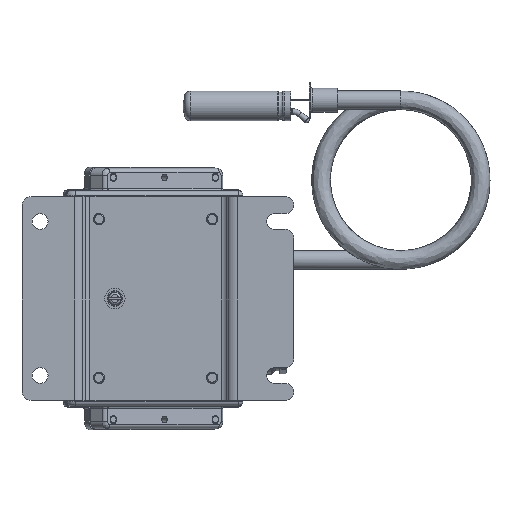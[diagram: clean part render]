
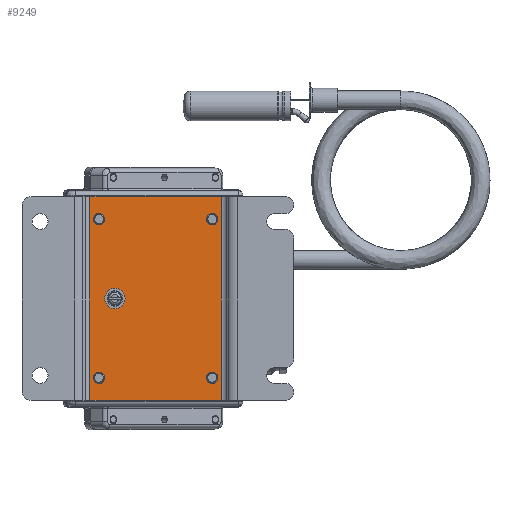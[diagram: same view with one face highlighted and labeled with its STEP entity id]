
A CAD part, left-side view. The second image highlights one B-rep face of the part: STEP entity #9249.
In plain terms, the highlighted planar face has unit normal (-1, 0, 0).
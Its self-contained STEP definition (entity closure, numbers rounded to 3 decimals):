
#7669=CARTESIAN_POINT('',(-11.1,-34.109,10.998));
#7670=VERTEX_POINT('',#7669);
#7671=CARTESIAN_POINT('',(-11.1,-36.608,11.063));
#7672=DIRECTION('',(1.0,0.,0.));
#7673=DIRECTION('',(0.,-1.,0.026));
#7674=AXIS2_PLACEMENT_3D('',#7671,#7672,#7673);
#7675=CIRCLE('',#7674,2.5);
#7676=EDGE_CURVE('',#7670,#7670,#7675,.T.);
#7786=CARTESIAN_POINT('',(-11.1,15.891,10.998));
#7787=VERTEX_POINT('',#7786);
#7788=CARTESIAN_POINT('',(-11.1,13.392,11.063));
#7789=DIRECTION('',(1.0,0.,0.));
#7790=DIRECTION('',(0.,-1.,0.026));
#7791=AXIS2_PLACEMENT_3D('',#7788,#7789,#7790);
#7792=CIRCLE('',#7791,2.5);
#7793=EDGE_CURVE('',#7787,#7787,#7792,.T.);
#7903=CARTESIAN_POINT('',(-11.1,-34.109,-59.002));
#7904=VERTEX_POINT('',#7903);
#7905=CARTESIAN_POINT('',(-11.1,-36.608,-58.937));
#7906=DIRECTION('',(1.0,0.,0.));
#7907=DIRECTION('',(0.,-1.,0.026));
#7908=AXIS2_PLACEMENT_3D('',#7905,#7906,#7907);
#7909=CIRCLE('',#7908,2.5);
#7910=EDGE_CURVE('',#7904,#7904,#7909,.T.);
#8020=CARTESIAN_POINT('',(-11.1,15.891,-59.002));
#8021=VERTEX_POINT('',#8020);
#8022=CARTESIAN_POINT('',(-11.1,13.392,-58.937));
#8023=DIRECTION('',(1.0,0.,0.));
#8024=DIRECTION('',(0.,-1.,0.026));
#8025=AXIS2_PLACEMENT_3D('',#8022,#8023,#8024);
#8026=CIRCLE('',#8025,2.5);
#8027=EDGE_CURVE('',#8021,#8021,#8026,.T.);
#8262=CARTESIAN_POINT('',(-11.1,1.892,-23.937));
#8263=VERTEX_POINT('',#8262);
#8264=CARTESIAN_POINT('',(-11.1,6.392,-23.937));
#8265=DIRECTION('',(1.0,0.0,0.0));
#8266=DIRECTION('',(0.0,1.0,0.0));
#8267=AXIS2_PLACEMENT_3D('',#8264,#8265,#8266);
#8268=CIRCLE('',#8267,4.5);
#8269=EDGE_CURVE('',#8263,#8263,#8268,.T.);
#9176=CARTESIAN_POINT('',(-11.1,-40.587,21.063));
#9177=VERTEX_POINT('',#9176);
#9185=CARTESIAN_POINT('',(-11.1,-40.587,-68.937));
#9186=VERTEX_POINT('',#9185);
#9187=CARTESIAN_POINT('',(-11.1,-40.587,-68.937));
#9188=DIRECTION('',(0.0,0.0,1.0));
#9189=VECTOR('',#9188,90.0);
#9190=LINE('',#9187,#9189);
#9191=EDGE_CURVE('',#9186,#9177,#9190,.T.);
#9204=CARTESIAN_POINT('',(-11.1,-12.608,-68.937));
#9205=DIRECTION('',(-1.0,0.0,0.0));
#9206=DIRECTION('',(0.0,0.0,-1.0));
#9207=AXIS2_PLACEMENT_3D('',#9204,#9205,#9206);
#9208=PLANE('',#9207);
#9209=CARTESIAN_POINT('',(-11.1,17.371,21.063));
#9210=VERTEX_POINT('',#9209);
#9211=CARTESIAN_POINT('',(-11.1,-40.587,21.063));
#9212=DIRECTION('',(0.0,1.0,0.0));
#9213=VECTOR('',#9212,57.958);
#9214=LINE('',#9211,#9213);
#9215=EDGE_CURVE('',#9177,#9210,#9214,.T.);
#9216=ORIENTED_EDGE('',*,*,#9215,.T.);
#9217=CARTESIAN_POINT('',(-11.1,17.371,-68.937));
#9218=VERTEX_POINT('',#9217);
#9219=CARTESIAN_POINT('',(-11.1,17.371,-68.937));
#9220=DIRECTION('',(0.0,0.0,1.0));
#9221=VECTOR('',#9220,90.0);
#9222=LINE('',#9219,#9221);
#9223=EDGE_CURVE('',#9218,#9210,#9222,.T.);
#9224=ORIENTED_EDGE('',*,*,#9223,.F.);
#9225=CARTESIAN_POINT('',(-11.1,17.371,-68.937));
#9226=DIRECTION('',(0.0,-1.0,0.0));
#9227=VECTOR('',#9226,57.958);
#9228=LINE('',#9225,#9227);
#9229=EDGE_CURVE('',#9218,#9186,#9228,.T.);
#9230=ORIENTED_EDGE('',*,*,#9229,.T.);
#9231=ORIENTED_EDGE('',*,*,#9191,.T.);
#9232=EDGE_LOOP('',(#9216,#9224,#9230,#9231));
#9233=FACE_OUTER_BOUND('',#9232,.T.);
#9234=ORIENTED_EDGE('',*,*,#7676,.T.);
#9235=EDGE_LOOP('',(#9234));
#9236=FACE_BOUND('',#9235,.T.);
#9237=ORIENTED_EDGE('',*,*,#7793,.T.);
#9238=EDGE_LOOP('',(#9237));
#9239=FACE_BOUND('',#9238,.T.);
#9240=ORIENTED_EDGE('',*,*,#7910,.T.);
#9241=EDGE_LOOP('',(#9240));
#9242=FACE_BOUND('',#9241,.T.);
#9243=ORIENTED_EDGE('',*,*,#8027,.T.);
#9244=EDGE_LOOP('',(#9243));
#9245=FACE_BOUND('',#9244,.T.);
#9246=ORIENTED_EDGE('',*,*,#8269,.T.);
#9247=EDGE_LOOP('',(#9246));
#9248=FACE_BOUND('',#9247,.T.);
#9249=ADVANCED_FACE('',(#9233,#9236,#9239,#9242,#9245,#9248),#9208,.T.);
